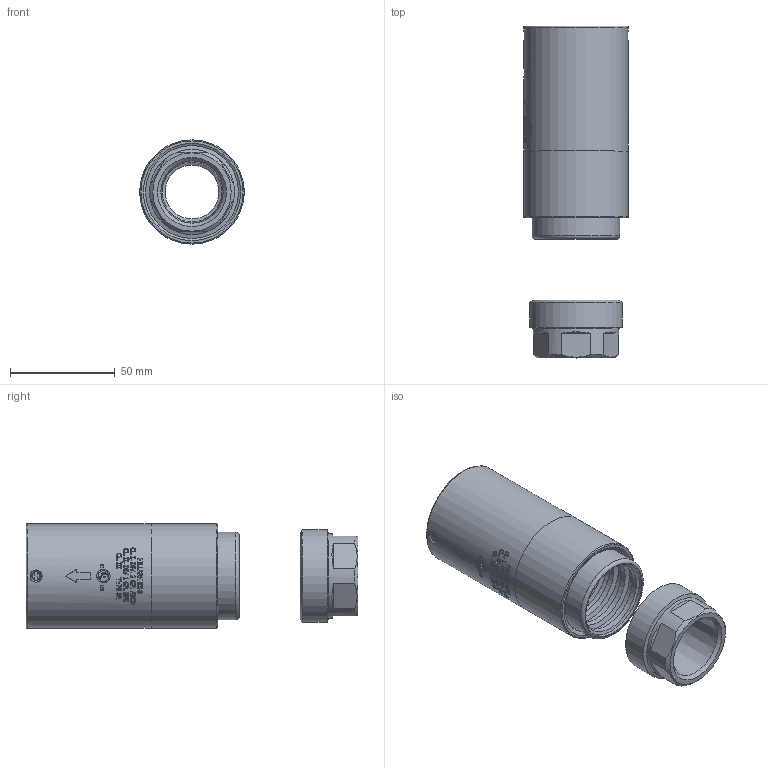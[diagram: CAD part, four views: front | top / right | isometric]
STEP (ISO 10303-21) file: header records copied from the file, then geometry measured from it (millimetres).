
FILE_DESCRIPTION(/* description */ (''),/* implementation_level */ '2;1');
FILE_NAME(/* name */ 'KIL_EZ3 (OPEN).stp',/* time_stamp */ '2022-12-13T09:37:16-06:00',/* author */ ('nsantoro'),/* organization */ (''),/* preprocessor_version */ 'ST-DEVELOPER v18',/* originating_system */ 'Autodesk Inventor 2020',/* authorisation */ '');
FILE_SCHEMA (('AUTOMOTIVE_DESIGN { 1 0 10303 214 3 1 1 }'));
Length unit declared in the file: inch
Products named in the file (1): 51993-1_Shrinkwrap_2
Bounding box: 49.81 x 158.5 x 49.81 mm (x, y, z)
Volume: 102253.6 mm3; surface area: 54987 mm2
Topology: 4 solids, 4 shells, 950 faces, 2613 edges, 1753 vertices
Faces by surface type: plane 486, bspline 316, cylinder 105, cone 29, torus 14
Full cylindrical faces by diameter (mm): 4.166 x3, 25.73 x2, 34.925 x4, 37.109 x1, 37.821 x1, 38.227 x1, 39.027 x1, 39.345 x3, 40.615 x3, 41.885 x2, 41.929 x3, 42.901 x1, 42.945 x2, 44.29 x1, 44.425 x1, 49.809 x2
Entity records: 39393 total; most frequent: CARTESIAN_POINT 15696, ORIENTED_EDGE 5226, DIRECTION 3914, EDGE_CURVE 2613, VERTEX_POINT 1753, AXIS2_PLACEMENT_3D 1326, LINE 1262, VECTOR 1262
